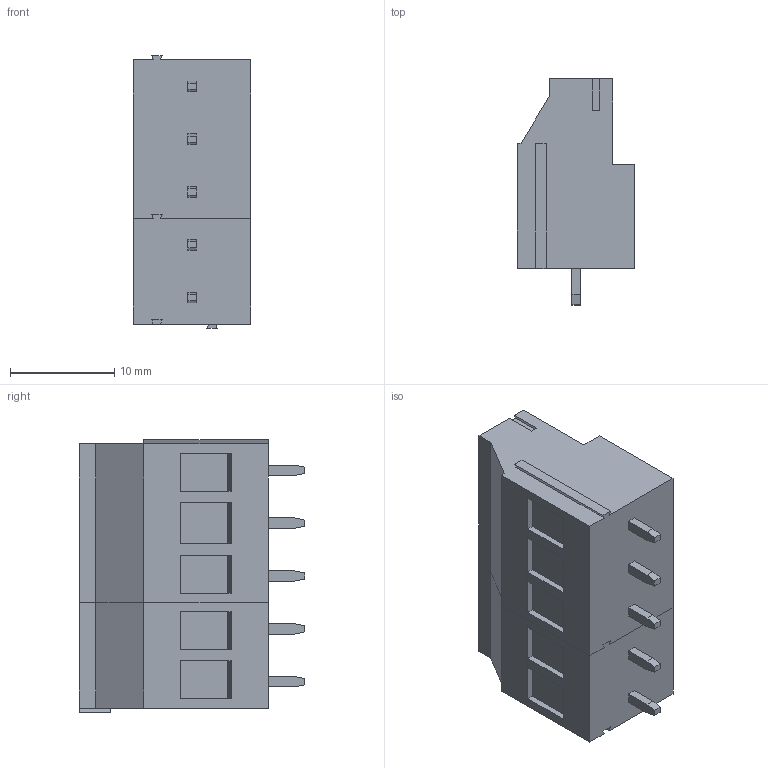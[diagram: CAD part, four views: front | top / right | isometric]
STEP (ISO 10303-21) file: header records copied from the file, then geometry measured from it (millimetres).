
FILE_DESCRIPTION (( 'STEP AP214' ), '1' );
FILE_NAME ('CUI_DEVICES_TB010-508-05BE.step', '2019-10-22T00:00:51', ( '' ), ( '' ), 'SwSTEP 2.0', 'SolidWorks 2019', '' );
FILE_SCHEMA (( 'AUTOMOTIVE_DESIGN' ));
Length unit declared in the file: millimetre
Products named in the file (3): TB010-508-02P_Blue - S; TB010-508-03P_Blue - S; CUI_DEVICES_TB010-508-05BE
Assembly tree (2 placements, depth 2):
  CUI_DEVICES_TB010-508-05BE
    TB010-508-02P_Blue - S
    TB010-508-03P_Blue - S
Bounding box: 11.3 x 21.7 x 26.2 mm (x, y, z)
Volume: 4333.1 mm3; surface area: 2621.8 mm2
Topology: 2 solids, 7 shells, 225 faces, 566 edges, 375 vertices
Faces by surface type: plane 156, bspline 45, cone 14, cylinder 10
Entity records: 10906 total; most frequent: CARTESIAN_POINT 4733, ORIENTED_EDGE 1132, DIRECTION 961, EDGE_CURVE 566, VERTEX_POINT 375, VECTOR 363, LINE 363, AXIS2_PLACEMENT_3D 299
